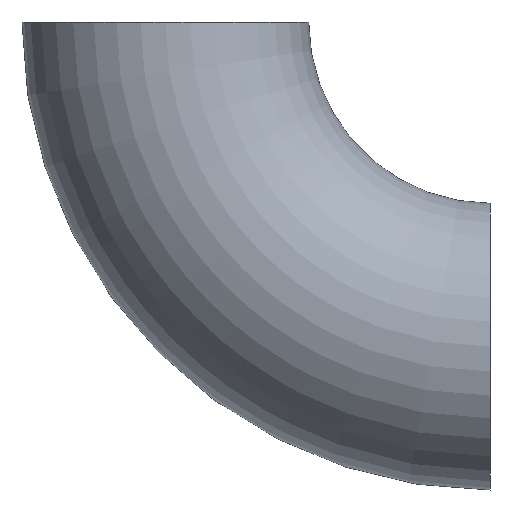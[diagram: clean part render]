
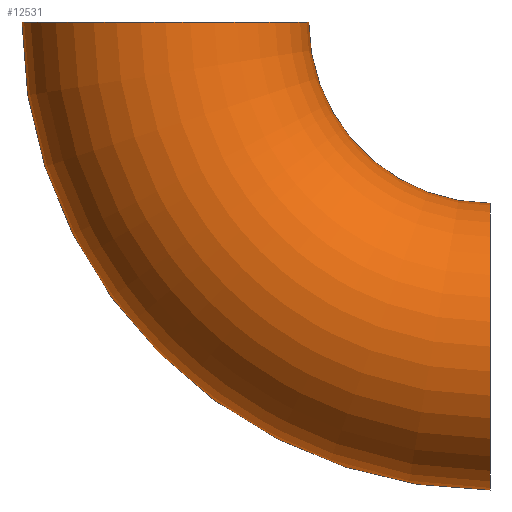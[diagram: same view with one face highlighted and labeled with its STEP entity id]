
A CAD part, left-side view. The second image highlights one B-rep face of the part: STEP entity #12531.
In plain terms, the highlighted toroidal (fillet/blend) face has major radius 48 mm and minor radius 21.2 mm.
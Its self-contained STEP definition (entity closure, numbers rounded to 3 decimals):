
#19 = AXIS2_PLACEMENT_3D ( 'NONE', #7857, #6930, #7580 ) ;
#206 = DIRECTION ( 'NONE',  ( 0., 0., 1. ) ) ;
#262 = CARTESIAN_POINT ( 'NONE',  ( 0., 69.2, 0. ) ) ;
#333 = ORIENTED_EDGE ( 'NONE', *, *, #9671, .T. ) ;
#614 = AXIS2_PLACEMENT_3D ( 'NONE', #4825, #4111, #7120 ) ;
#819 = EDGE_LOOP ( 'NONE', ( #12523, #333, #7479, #1046 ) ) ;
#854 = CIRCLE ( 'NONE', #5450, 21.2 ) ;
#1046 = ORIENTED_EDGE ( 'NONE', *, *, #5078, .F. ) ;
#1121 = AXIS2_PLACEMENT_3D ( 'NONE', #4028, #11107, #9986 ) ;
#1773 = CIRCLE ( 'NONE', #614, 21.2 ) ;
#3353 = TOROIDAL_SURFACE ( 'NONE', #13034, 48., 21.2 ) ;
#3477 = VERTEX_POINT ( 'NONE', #4388 ) ;
#4028 = CARTESIAN_POINT ( 'NONE',  ( 0., 0., 0. ) ) ;
#4111 = DIRECTION ( 'NONE',  ( 0., 0., 1. ) ) ;
#4388 = CARTESIAN_POINT ( 'NONE',  ( 0., 0., -26.8 ) ) ;
#4825 = CARTESIAN_POINT ( 'NONE',  ( 0., 48., 0. ) ) ;
#4995 = VERTEX_POINT ( 'NONE', #11205 ) ;
#5078 = EDGE_CURVE ( 'NONE', #11901, #3477, #11351, .T. ) ;
#5256 = DIRECTION ( 'NONE',  ( -1., 0., 0. ) ) ;
#5450 = AXIS2_PLACEMENT_3D ( 'NONE', #9477, #11662, #7812 ) ;
#6004 = VERTEX_POINT ( 'NONE', #262 ) ;
#6930 = DIRECTION ( 'NONE',  ( -1., 0., 0. ) ) ;
#7120 = DIRECTION ( 'NONE',  ( 0., -1., 0. ) ) ;
#7479 = ORIENTED_EDGE ( 'NONE', *, *, #10007, .T. ) ;
#7580 = DIRECTION ( 'NONE',  ( 0., 0., 1. ) ) ;
#7812 = DIRECTION ( 'NONE',  ( 0., 0., 1. ) ) ;
#7857 = CARTESIAN_POINT ( 'NONE',  ( 0., 0., 0. ) ) ;
#8344 = CARTESIAN_POINT ( 'NONE',  ( 0., 0., 0. ) ) ;
#9477 = CARTESIAN_POINT ( 'NONE',  ( 0., 0., -48. ) ) ;
#9671 = EDGE_CURVE ( 'NONE', #6004, #4995, #10535, .T. ) ;
#9986 = DIRECTION ( 'NONE',  ( 0., 0., 1. ) ) ;
#10007 = EDGE_CURVE ( 'NONE', #4995, #3477, #854, .T. ) ;
#10209 = FACE_OUTER_BOUND ( 'NONE', #819, .T. ) ;
#10535 = CIRCLE ( 'NONE', #19, 69.2 ) ;
#11107 = DIRECTION ( 'NONE',  ( -1., 0., 0. ) ) ;
#11205 = CARTESIAN_POINT ( 'NONE',  ( 0., 0., -69.2 ) ) ;
#11351 = CIRCLE ( 'NONE', #1121, 26.8 ) ;
#11469 = CARTESIAN_POINT ( 'NONE',  ( 0., 26.8, 0. ) ) ;
#11662 = DIRECTION ( 'NONE',  ( 0., 1., 0. ) ) ;
#11901 = VERTEX_POINT ( 'NONE', #11469 ) ;
#12420 = EDGE_CURVE ( 'NONE', #6004, #11901, #1773, .T. ) ;
#12523 = ORIENTED_EDGE ( 'NONE', *, *, #12420, .F. ) ;
#12531 = ADVANCED_FACE ( 'NONE', ( #10209 ), #3353, .T. ) ;
#13034 = AXIS2_PLACEMENT_3D ( 'NONE', #8344, #5256, #206 ) ;
